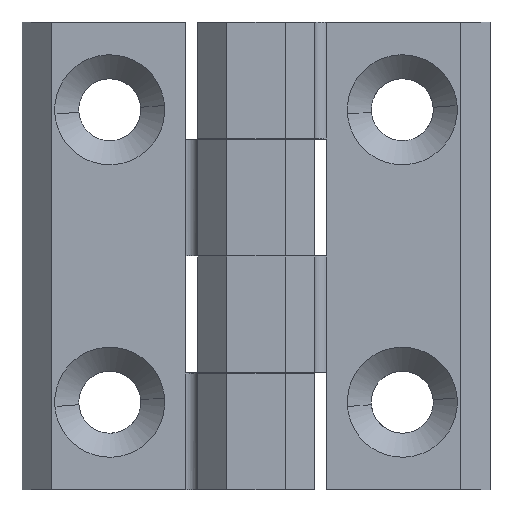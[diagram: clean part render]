
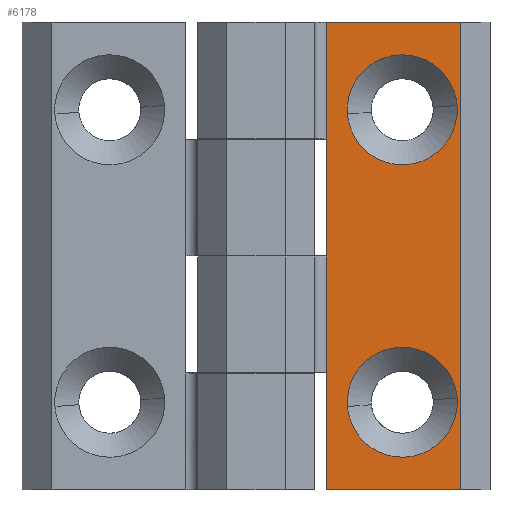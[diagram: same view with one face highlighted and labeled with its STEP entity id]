
A CAD part, front view. The second image highlights one B-rep face of the part: STEP entity #6178.
In plain terms, the highlighted free-form (B-spline) face has degree [1, 1] with [2, 2] control points.
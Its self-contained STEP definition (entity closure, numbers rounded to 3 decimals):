
#826=CARTESIAN_POINT('',(17.186,0.5,32.869));
#827=VERTEX_POINT('',#826);
#833=CARTESIAN_POINT('',(12.5,0.5,37.2));
#834=VERTEX_POINT('',#833);
#835=CARTESIAN_POINT('',(12.5,0.5,37.2));
#836=CARTESIAN_POINT('',(16.845,0.5,37.2));
#837=CARTESIAN_POINT('',(17.186,0.5,32.869));
#845=(BOUNDED_CURVE()B_SPLINE_CURVE(2,(#835,#836,#837),.UNSPECIFIED.,.F.,.U.)B_SPLINE_CURVE_WITH_KNOTS((3,3),(0.0,0.236),.UNSPECIFIED.)CURVE()GEOMETRIC_REPRESENTATION_ITEM()RATIONAL_B_SPLINE_CURVE((1.0,0.723,0.97))REPRESENTATION_ITEM(''));
#846=EDGE_CURVE('',#834,#827,#845,.T.);
#848=CARTESIAN_POINT('',(7.814,0.5,32.131));
#849=VERTEX_POINT('',#848);
#850=CARTESIAN_POINT('',(7.814,0.5,32.131));
#851=CARTESIAN_POINT('',(7.8,0.5,32.315));
#852=CARTESIAN_POINT('',(7.8,0.5,32.5));
#853=CARTESIAN_POINT('',(7.8,0.5,37.2));
#854=CARTESIAN_POINT('',(12.5,0.5,37.2));
#862=(BOUNDED_CURVE()B_SPLINE_CURVE(2,(#850,#851,#852,#853,#854),.UNSPECIFIED.,.F.,.U.)B_SPLINE_CURVE_WITH_KNOTS((3,2,3),(0.736,0.75,1.0),.UNSPECIFIED.)CURVE()GEOMETRIC_REPRESENTATION_ITEM()RATIONAL_B_SPLINE_CURVE((0.97,0.984,1.0,0.707,1.0))REPRESENTATION_ITEM(''));
#863=EDGE_CURVE('',#849,#834,#862,.T.);
#897=CARTESIAN_POINT('',(12.5,0.5,27.8));
#898=VERTEX_POINT('',#897);
#899=CARTESIAN_POINT('',(12.5,0.5,27.8));
#900=CARTESIAN_POINT('',(8.155,0.5,27.8));
#901=CARTESIAN_POINT('',(7.814,0.5,32.131));
#909=(BOUNDED_CURVE()B_SPLINE_CURVE(2,(#899,#900,#901),.UNSPECIFIED.,.F.,.U.)B_SPLINE_CURVE_WITH_KNOTS((3,3),(0.5,0.736),.UNSPECIFIED.)CURVE()GEOMETRIC_REPRESENTATION_ITEM()RATIONAL_B_SPLINE_CURVE((1.0,0.723,0.97))REPRESENTATION_ITEM(''));
#910=EDGE_CURVE('',#898,#849,#909,.T.);
#912=CARTESIAN_POINT('',(17.186,0.5,32.869));
#913=CARTESIAN_POINT('',(17.2,0.5,32.685));
#914=CARTESIAN_POINT('',(17.2,0.5,32.5));
#915=CARTESIAN_POINT('',(17.2,0.5,27.8));
#916=CARTESIAN_POINT('',(12.5,0.5,27.8));
#924=(BOUNDED_CURVE()B_SPLINE_CURVE(2,(#912,#913,#914,#915,#916),.UNSPECIFIED.,.F.,.U.)B_SPLINE_CURVE_WITH_KNOTS((3,2,3),(0.236,0.25,0.5),.UNSPECIFIED.)CURVE()GEOMETRIC_REPRESENTATION_ITEM()RATIONAL_B_SPLINE_CURVE((0.97,0.984,1.0,0.707,1.0))REPRESENTATION_ITEM(''));
#925=EDGE_CURVE('',#827,#898,#924,.T.);
#1166=CARTESIAN_POINT('',(17.186,0.5,7.869));
#1167=VERTEX_POINT('',#1166);
#1173=CARTESIAN_POINT('',(12.5,0.5,12.2));
#1174=VERTEX_POINT('',#1173);
#1175=CARTESIAN_POINT('',(12.5,0.5,12.2));
#1176=CARTESIAN_POINT('',(16.845,0.5,12.2));
#1177=CARTESIAN_POINT('',(17.186,0.5,7.869));
#1185=(BOUNDED_CURVE()B_SPLINE_CURVE(2,(#1175,#1176,#1177),.UNSPECIFIED.,.F.,.U.)B_SPLINE_CURVE_WITH_KNOTS((3,3),(0.0,0.236),.UNSPECIFIED.)CURVE()GEOMETRIC_REPRESENTATION_ITEM()RATIONAL_B_SPLINE_CURVE((1.0,0.723,0.97))REPRESENTATION_ITEM(''));
#1186=EDGE_CURVE('',#1174,#1167,#1185,.T.);
#1188=CARTESIAN_POINT('',(7.814,0.5,7.131));
#1189=VERTEX_POINT('',#1188);
#1190=CARTESIAN_POINT('',(7.814,0.5,7.131));
#1191=CARTESIAN_POINT('',(7.8,0.5,7.315));
#1192=CARTESIAN_POINT('',(7.8,0.5,7.5));
#1193=CARTESIAN_POINT('',(7.8,0.5,12.2));
#1194=CARTESIAN_POINT('',(12.5,0.5,12.2));
#1202=(BOUNDED_CURVE()B_SPLINE_CURVE(2,(#1190,#1191,#1192,#1193,#1194),.UNSPECIFIED.,.F.,.U.)B_SPLINE_CURVE_WITH_KNOTS((3,2,3),(0.736,0.75,1.0),.UNSPECIFIED.)CURVE()GEOMETRIC_REPRESENTATION_ITEM()RATIONAL_B_SPLINE_CURVE((0.97,0.984,1.0,0.707,1.0))REPRESENTATION_ITEM(''));
#1203=EDGE_CURVE('',#1189,#1174,#1202,.T.);
#1237=CARTESIAN_POINT('',(12.5,0.5,2.8));
#1238=VERTEX_POINT('',#1237);
#1239=CARTESIAN_POINT('',(12.5,0.5,2.8));
#1240=CARTESIAN_POINT('',(8.155,0.5,2.8));
#1241=CARTESIAN_POINT('',(7.814,0.5,7.131));
#1249=(BOUNDED_CURVE()B_SPLINE_CURVE(2,(#1239,#1240,#1241),.UNSPECIFIED.,.F.,.U.)B_SPLINE_CURVE_WITH_KNOTS((3,3),(0.5,0.736),.UNSPECIFIED.)CURVE()GEOMETRIC_REPRESENTATION_ITEM()RATIONAL_B_SPLINE_CURVE((1.0,0.723,0.97))REPRESENTATION_ITEM(''));
#1250=EDGE_CURVE('',#1238,#1189,#1249,.T.);
#1252=CARTESIAN_POINT('',(17.186,0.5,7.869));
#1253=CARTESIAN_POINT('',(17.2,0.5,7.685));
#1254=CARTESIAN_POINT('',(17.2,0.5,7.5));
#1255=CARTESIAN_POINT('',(17.2,0.5,2.8));
#1256=CARTESIAN_POINT('',(12.5,0.5,2.8));
#1264=(BOUNDED_CURVE()B_SPLINE_CURVE(2,(#1252,#1253,#1254,#1255,#1256),.UNSPECIFIED.,.F.,.U.)B_SPLINE_CURVE_WITH_KNOTS((3,2,3),(0.236,0.25,0.5),.UNSPECIFIED.)CURVE()GEOMETRIC_REPRESENTATION_ITEM()RATIONAL_B_SPLINE_CURVE((0.97,0.984,1.0,0.707,1.0))REPRESENTATION_ITEM(''));
#1265=EDGE_CURVE('',#1167,#1238,#1264,.T.);
#5351=CARTESIAN_POINT('',(6.,0.5,10.05));
#5352=VERTEX_POINT('',#5351);
#5489=CARTESIAN_POINT('',(6.,0.5,20.));
#5490=VERTEX_POINT('',#5489);
#5556=CARTESIAN_POINT('',(6.,0.5,30.));
#5557=VERTEX_POINT('',#5556);
#5643=CARTESIAN_POINT('',(6.,0.5,40.));
#5644=VERTEX_POINT('',#5643);
#5658=CARTESIAN_POINT('',(17.5,0.5,40.));
#5659=VERTEX_POINT('',#5658);
#5660=CARTESIAN_POINT('',(17.5,0.5,40.));
#5661=CARTESIAN_POINT('',(6.,0.5,40.));
#5662=QUASI_UNIFORM_CURVE('',1,(#5660,#5661),.UNSPECIFIED.,.F.,.U.);
#5663=EDGE_CURVE('',#5659,#5644,#5662,.T.);
#5750=CARTESIAN_POINT('',(17.5,0.5,0.0));
#5751=VERTEX_POINT('',#5750);
#5763=CARTESIAN_POINT('',(17.5,0.5,40.));
#5764=CARTESIAN_POINT('',(17.5,0.5,0.0));
#5765=QUASI_UNIFORM_CURVE('',1,(#5763,#5764),.UNSPECIFIED.,.F.,.U.);
#5766=EDGE_CURVE('',#5659,#5751,#5765,.T.);
#5798=CARTESIAN_POINT('',(6.,0.5,0.0));
#5799=VERTEX_POINT('',#5798);
#5807=CARTESIAN_POINT('',(6.,0.5,0.0));
#5808=CARTESIAN_POINT('',(6.,0.5,10.05));
#5809=QUASI_UNIFORM_CURVE('',1,(#5807,#5808),.UNSPECIFIED.,.F.,.U.);
#5810=EDGE_CURVE('',#5799,#5352,#5809,.T.);
#5819=CARTESIAN_POINT('',(6.,0.5,30.));
#5820=CARTESIAN_POINT('',(6.,0.5,20.));
#5821=QUASI_UNIFORM_CURVE('',1,(#5819,#5820),.UNSPECIFIED.,.F.,.U.);
#5822=EDGE_CURVE('',#5557,#5490,#5821,.T.);
#5875=CARTESIAN_POINT('',(6.,0.5,40.));
#5876=CARTESIAN_POINT('',(6.,0.5,30.));
#5877=QUASI_UNIFORM_CURVE('',1,(#5875,#5876),.UNSPECIFIED.,.F.,.U.);
#5878=EDGE_CURVE('',#5644,#5557,#5877,.T.);
#5990=CARTESIAN_POINT('',(17.5,0.5,0.0));
#5991=CARTESIAN_POINT('',(6.,0.5,0.0));
#5992=QUASI_UNIFORM_CURVE('',1,(#5990,#5991),.UNSPECIFIED.,.F.,.U.);
#5993=EDGE_CURVE('',#5751,#5799,#5992,.T.);
#6041=CARTESIAN_POINT('',(6.,0.5,20.));
#6042=CARTESIAN_POINT('',(6.,0.5,10.05));
#6043=QUASI_UNIFORM_CURVE('',1,(#6041,#6042),.UNSPECIFIED.,.F.,.U.);
#6044=EDGE_CURVE('',#5490,#5352,#6043,.T.);
#6152=CARTESIAN_POINT('',(5.426,0.5,-1.998));
#6153=CARTESIAN_POINT('',(18.074,0.5,-1.998));
#6154=CARTESIAN_POINT('',(5.426,0.5,41.998));
#6155=CARTESIAN_POINT('',(18.074,0.5,41.998));
#6156=B_SPLINE_SURFACE_WITH_KNOTS('',1,1,((#6152,#6154),(#6153,#6155)),.UNSPECIFIED.,.F.,.F.,.U.,(2,2),(2,2),(0.0,12.649),(0.0,43.996),.UNSPECIFIED.);
#6157=ORIENTED_EDGE('',*,*,#5993,.F.);
#6158=ORIENTED_EDGE('',*,*,#5766,.F.);
#6159=ORIENTED_EDGE('',*,*,#5663,.T.);
#6160=ORIENTED_EDGE('',*,*,#5878,.T.);
#6161=ORIENTED_EDGE('',*,*,#5822,.T.);
#6162=ORIENTED_EDGE('',*,*,#6044,.T.);
#6163=ORIENTED_EDGE('',*,*,#5810,.F.);
#6164=EDGE_LOOP('',(#6157,#6158,#6159,#6160,#6161,#6162,#6163));
#6165=FACE_OUTER_BOUND('',#6164,.T.);
#6166=ORIENTED_EDGE('',*,*,#1250,.T.);
#6167=ORIENTED_EDGE('',*,*,#1203,.T.);
#6168=ORIENTED_EDGE('',*,*,#1186,.T.);
#6169=ORIENTED_EDGE('',*,*,#1265,.T.);
#6170=EDGE_LOOP('',(#6166,#6167,#6168,#6169));
#6171=FACE_BOUND('',#6170,.T.);
#6172=ORIENTED_EDGE('',*,*,#910,.T.);
#6173=ORIENTED_EDGE('',*,*,#863,.T.);
#6174=ORIENTED_EDGE('',*,*,#846,.T.);
#6175=ORIENTED_EDGE('',*,*,#925,.T.);
#6176=EDGE_LOOP('',(#6172,#6173,#6174,#6175));
#6177=FACE_BOUND('',#6176,.T.);
#6178=ADVANCED_FACE('',(#6165,#6171,#6177),#6156,.T.);
